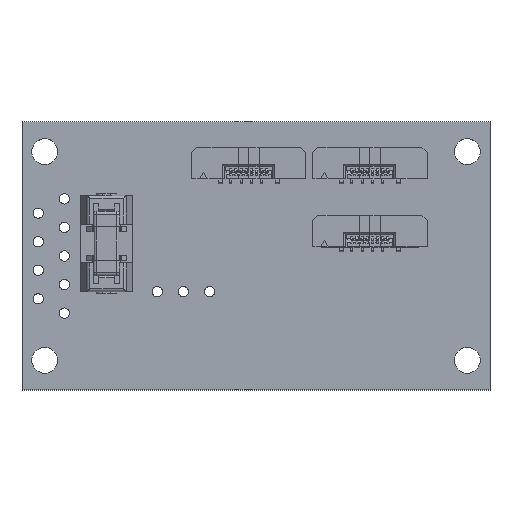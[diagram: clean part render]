
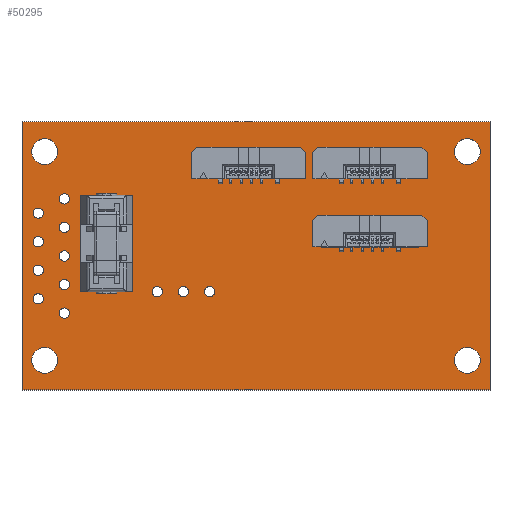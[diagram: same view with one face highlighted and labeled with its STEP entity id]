
A CAD part, top view. The second image highlights one B-rep face of the part: STEP entity #50295.
In plain terms, the highlighted planar face has unit normal (0, 0, 1).
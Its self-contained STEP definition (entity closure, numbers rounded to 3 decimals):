
#50007 = VERTEX_POINT('',#50008);
#50008 = CARTESIAN_POINT('',(145.4,-124.5,1.6));
#50014 = EDGE_CURVE('',#50007,#50015,#50017,.T.);
#50015 = VERTEX_POINT('',#50016);
#50016 = CARTESIAN_POINT('',(100.,-124.5,1.6));
#50017 = LINE('',#50018,#50019);
#50018 = CARTESIAN_POINT('',(145.4,-124.5,1.6));
#50019 = VECTOR('',#50020,1.);
#50020 = DIRECTION('',(-1.,0.,0.));
#50047 = VERTEX_POINT('',#50048);
#50048 = CARTESIAN_POINT('',(145.4,-98.5,1.6));
#50054 = EDGE_CURVE('',#50047,#50007,#50055,.T.);
#50055 = LINE('',#50056,#50057);
#50056 = CARTESIAN_POINT('',(145.4,-98.5,1.6));
#50057 = VECTOR('',#50058,1.);
#50058 = DIRECTION('',(0.,-1.,0.));
#50076 = EDGE_CURVE('',#50015,#50077,#50079,.T.);
#50077 = VERTEX_POINT('',#50078);
#50078 = CARTESIAN_POINT('',(100.,-98.5,1.6));
#50079 = LINE('',#50080,#50081);
#50080 = CARTESIAN_POINT('',(100.,-124.5,1.6));
#50081 = VECTOR('',#50082,1.);
#50082 = DIRECTION('',(0.,1.,0.));
#50295 = ADVANCED_FACE('',(#50296,#50307,#50318,#50329,#50340,#50351,
    #50362,#50373,#50384,#50395,#50406,#50417,#50428,#50439,#50450,
    #50461,#50472),#50483,.T.);
#50296 = FACE_BOUND('',#50297,.T.);
#50297 = EDGE_LOOP('',(#50298,#50299,#50300,#50306));
#50298 = ORIENTED_EDGE('',*,*,#50014,.F.);
#50299 = ORIENTED_EDGE('',*,*,#50054,.F.);
#50300 = ORIENTED_EDGE('',*,*,#50301,.F.);
#50301 = EDGE_CURVE('',#50077,#50047,#50302,.T.);
#50302 = LINE('',#50303,#50304);
#50303 = CARTESIAN_POINT('',(100.,-98.5,1.6));
#50304 = VECTOR('',#50305,1.);
#50305 = DIRECTION('',(1.,0.,0.));
#50306 = ORIENTED_EDGE('',*,*,#50076,.F.);
#50307 = FACE_BOUND('',#50308,.T.);
#50308 = EDGE_LOOP('',(#50309));
#50309 = ORIENTED_EDGE('',*,*,#50310,.F.);
#50310 = EDGE_CURVE('',#50311,#50311,#50313,.T.);
#50311 = VERTEX_POINT('',#50312);
#50312 = CARTESIAN_POINT('',(103.45,-121.625,1.6));
#50313 = CIRCLE('',#50314,1.25);
#50314 = AXIS2_PLACEMENT_3D('',#50315,#50316,#50317);
#50315 = CARTESIAN_POINT('',(102.2,-121.625,1.6));
#50316 = DIRECTION('',(0.,0.,1.));
#50317 = DIRECTION('',(1.,0.,-0.));
#50318 = FACE_BOUND('',#50319,.T.);
#50319 = EDGE_LOOP('',(#50320));
#50320 = ORIENTED_EDGE('',*,*,#50321,.T.);
#50321 = EDGE_CURVE('',#50322,#50322,#50324,.T.);
#50322 = VERTEX_POINT('',#50323);
#50323 = CARTESIAN_POINT('',(104.11,-117.54,1.6));
#50324 = CIRCLE('',#50325,0.5);
#50325 = AXIS2_PLACEMENT_3D('',#50326,#50327,#50328);
#50326 = CARTESIAN_POINT('',(104.11,-117.04,1.6));
#50327 = DIRECTION('',(-0.,0.,-1.));
#50328 = DIRECTION('',(-0.,-1.,0.));
#50329 = FACE_BOUND('',#50330,.T.);
#50330 = EDGE_LOOP('',(#50331));
#50331 = ORIENTED_EDGE('',*,*,#50332,.T.);
#50332 = EDGE_CURVE('',#50333,#50333,#50335,.T.);
#50333 = VERTEX_POINT('',#50334);
#50334 = CARTESIAN_POINT('',(101.57,-116.155,1.6));
#50335 = CIRCLE('',#50336,0.5);
#50336 = AXIS2_PLACEMENT_3D('',#50337,#50338,#50339);
#50337 = CARTESIAN_POINT('',(101.57,-115.655,1.6));
#50338 = DIRECTION('',(-0.,0.,-1.));
#50339 = DIRECTION('',(-0.,-1.,0.));
#50340 = FACE_BOUND('',#50341,.T.);
#50341 = EDGE_LOOP('',(#50342));
#50342 = ORIENTED_EDGE('',*,*,#50343,.T.);
#50343 = EDGE_CURVE('',#50344,#50344,#50346,.T.);
#50344 = VERTEX_POINT('',#50345);
#50345 = CARTESIAN_POINT('',(104.11,-114.77,1.6));
#50346 = CIRCLE('',#50347,0.5);
#50347 = AXIS2_PLACEMENT_3D('',#50348,#50349,#50350);
#50348 = CARTESIAN_POINT('',(104.11,-114.27,1.6));
#50349 = DIRECTION('',(-0.,0.,-1.));
#50350 = DIRECTION('',(-0.,-1.,0.));
#50351 = FACE_BOUND('',#50352,.T.);
#50352 = EDGE_LOOP('',(#50353));
#50353 = ORIENTED_EDGE('',*,*,#50354,.T.);
#50354 = EDGE_CURVE('',#50355,#50355,#50357,.T.);
#50355 = VERTEX_POINT('',#50356);
#50356 = CARTESIAN_POINT('',(101.57,-113.385,1.6));
#50357 = CIRCLE('',#50358,0.5);
#50358 = AXIS2_PLACEMENT_3D('',#50359,#50360,#50361);
#50359 = CARTESIAN_POINT('',(101.57,-112.885,1.6));
#50360 = DIRECTION('',(-0.,0.,-1.));
#50361 = DIRECTION('',(-0.,-1.,0.));
#50362 = FACE_BOUND('',#50363,.T.);
#50363 = EDGE_LOOP('',(#50364));
#50364 = ORIENTED_EDGE('',*,*,#50365,.T.);
#50365 = EDGE_CURVE('',#50366,#50366,#50368,.T.);
#50366 = VERTEX_POINT('',#50367);
#50367 = CARTESIAN_POINT('',(113.117,-115.458,1.6));
#50368 = CIRCLE('',#50369,0.5);
#50369 = AXIS2_PLACEMENT_3D('',#50370,#50371,#50372);
#50370 = CARTESIAN_POINT('',(113.117,-114.958,1.6));
#50371 = DIRECTION('',(-0.,0.,-1.));
#50372 = DIRECTION('',(-0.,-1.,0.));
#50373 = FACE_BOUND('',#50374,.T.);
#50374 = EDGE_LOOP('',(#50375));
#50375 = ORIENTED_EDGE('',*,*,#50376,.T.);
#50376 = EDGE_CURVE('',#50377,#50377,#50379,.T.);
#50377 = VERTEX_POINT('',#50378);
#50378 = CARTESIAN_POINT('',(115.657,-115.458,1.6));
#50379 = CIRCLE('',#50380,0.5);
#50380 = AXIS2_PLACEMENT_3D('',#50381,#50382,#50383);
#50381 = CARTESIAN_POINT('',(115.657,-114.958,1.6));
#50382 = DIRECTION('',(-0.,0.,-1.));
#50383 = DIRECTION('',(-0.,-1.,0.));
#50384 = FACE_BOUND('',#50385,.T.);
#50385 = EDGE_LOOP('',(#50386));
#50386 = ORIENTED_EDGE('',*,*,#50387,.T.);
#50387 = EDGE_CURVE('',#50388,#50388,#50390,.T.);
#50388 = VERTEX_POINT('',#50389);
#50389 = CARTESIAN_POINT('',(118.197,-115.458,1.6));
#50390 = CIRCLE('',#50391,0.5);
#50391 = AXIS2_PLACEMENT_3D('',#50392,#50393,#50394);
#50392 = CARTESIAN_POINT('',(118.197,-114.958,1.6));
#50393 = DIRECTION('',(-0.,0.,-1.));
#50394 = DIRECTION('',(-0.,-1.,0.));
#50395 = FACE_BOUND('',#50396,.T.);
#50396 = EDGE_LOOP('',(#50397));
#50397 = ORIENTED_EDGE('',*,*,#50398,.F.);
#50398 = EDGE_CURVE('',#50399,#50399,#50401,.T.);
#50399 = VERTEX_POINT('',#50400);
#50400 = CARTESIAN_POINT('',(144.45,-121.625,1.6));
#50401 = CIRCLE('',#50402,1.25);
#50402 = AXIS2_PLACEMENT_3D('',#50403,#50404,#50405);
#50403 = CARTESIAN_POINT('',(143.2,-121.625,1.6));
#50404 = DIRECTION('',(0.,0.,1.));
#50405 = DIRECTION('',(1.,0.,-0.));
#50406 = FACE_BOUND('',#50407,.T.);
#50407 = EDGE_LOOP('',(#50408));
#50408 = ORIENTED_EDGE('',*,*,#50409,.T.);
#50409 = EDGE_CURVE('',#50410,#50410,#50412,.T.);
#50410 = VERTEX_POINT('',#50411);
#50411 = CARTESIAN_POINT('',(101.57,-110.615,1.6));
#50412 = CIRCLE('',#50413,0.5);
#50413 = AXIS2_PLACEMENT_3D('',#50414,#50415,#50416);
#50414 = CARTESIAN_POINT('',(101.57,-110.115,1.6));
#50415 = DIRECTION('',(-0.,0.,-1.));
#50416 = DIRECTION('',(-0.,-1.,0.));
#50417 = FACE_BOUND('',#50418,.T.);
#50418 = EDGE_LOOP('',(#50419));
#50419 = ORIENTED_EDGE('',*,*,#50420,.T.);
#50420 = EDGE_CURVE('',#50421,#50421,#50423,.T.);
#50421 = VERTEX_POINT('',#50422);
#50422 = CARTESIAN_POINT('',(104.11,-112.,1.6));
#50423 = CIRCLE('',#50424,0.5);
#50424 = AXIS2_PLACEMENT_3D('',#50425,#50426,#50427);
#50425 = CARTESIAN_POINT('',(104.11,-111.5,1.6));
#50426 = DIRECTION('',(-0.,0.,-1.));
#50427 = DIRECTION('',(-0.,-1.,0.));
#50428 = FACE_BOUND('',#50429,.T.);
#50429 = EDGE_LOOP('',(#50430));
#50430 = ORIENTED_EDGE('',*,*,#50431,.T.);
#50431 = EDGE_CURVE('',#50432,#50432,#50434,.T.);
#50432 = VERTEX_POINT('',#50433);
#50433 = CARTESIAN_POINT('',(104.11,-109.23,1.6));
#50434 = CIRCLE('',#50435,0.5);
#50435 = AXIS2_PLACEMENT_3D('',#50436,#50437,#50438);
#50436 = CARTESIAN_POINT('',(104.11,-108.73,1.6));
#50437 = DIRECTION('',(-0.,0.,-1.));
#50438 = DIRECTION('',(-0.,-1.,0.));
#50439 = FACE_BOUND('',#50440,.T.);
#50440 = EDGE_LOOP('',(#50441));
#50441 = ORIENTED_EDGE('',*,*,#50442,.T.);
#50442 = EDGE_CURVE('',#50443,#50443,#50445,.T.);
#50443 = VERTEX_POINT('',#50444);
#50444 = CARTESIAN_POINT('',(101.57,-107.845,1.6));
#50445 = CIRCLE('',#50446,0.5);
#50446 = AXIS2_PLACEMENT_3D('',#50447,#50448,#50449);
#50447 = CARTESIAN_POINT('',(101.57,-107.345,1.6));
#50448 = DIRECTION('',(-0.,0.,-1.));
#50449 = DIRECTION('',(-0.,-1.,0.));
#50450 = FACE_BOUND('',#50451,.T.);
#50451 = EDGE_LOOP('',(#50452));
#50452 = ORIENTED_EDGE('',*,*,#50453,.T.);
#50453 = EDGE_CURVE('',#50454,#50454,#50456,.T.);
#50454 = VERTEX_POINT('',#50455);
#50455 = CARTESIAN_POINT('',(104.11,-106.46,1.6));
#50456 = CIRCLE('',#50457,0.5);
#50457 = AXIS2_PLACEMENT_3D('',#50458,#50459,#50460);
#50458 = CARTESIAN_POINT('',(104.11,-105.96,1.6));
#50459 = DIRECTION('',(-0.,0.,-1.));
#50460 = DIRECTION('',(-0.,-1.,0.));
#50461 = FACE_BOUND('',#50462,.T.);
#50462 = EDGE_LOOP('',(#50463));
#50463 = ORIENTED_EDGE('',*,*,#50464,.F.);
#50464 = EDGE_CURVE('',#50465,#50465,#50467,.T.);
#50465 = VERTEX_POINT('',#50466);
#50466 = CARTESIAN_POINT('',(103.45,-101.375,1.6));
#50467 = CIRCLE('',#50468,1.25);
#50468 = AXIS2_PLACEMENT_3D('',#50469,#50470,#50471);
#50469 = CARTESIAN_POINT('',(102.2,-101.375,1.6));
#50470 = DIRECTION('',(0.,0.,1.));
#50471 = DIRECTION('',(1.,0.,-0.));
#50472 = FACE_BOUND('',#50473,.T.);
#50473 = EDGE_LOOP('',(#50474));
#50474 = ORIENTED_EDGE('',*,*,#50475,.F.);
#50475 = EDGE_CURVE('',#50476,#50476,#50478,.T.);
#50476 = VERTEX_POINT('',#50477);
#50477 = CARTESIAN_POINT('',(144.45,-101.375,1.6));
#50478 = CIRCLE('',#50479,1.25);
#50479 = AXIS2_PLACEMENT_3D('',#50480,#50481,#50482);
#50480 = CARTESIAN_POINT('',(143.2,-101.375,1.6));
#50481 = DIRECTION('',(0.,0.,1.));
#50482 = DIRECTION('',(1.,0.,-0.));
#50483 = PLANE('',#50484);
#50484 = AXIS2_PLACEMENT_3D('',#50485,#50486,#50487);
#50485 = CARTESIAN_POINT('',(0.,0.,1.6));
#50486 = DIRECTION('',(0.,0.,1.));
#50487 = DIRECTION('',(1.,0.,-0.));
